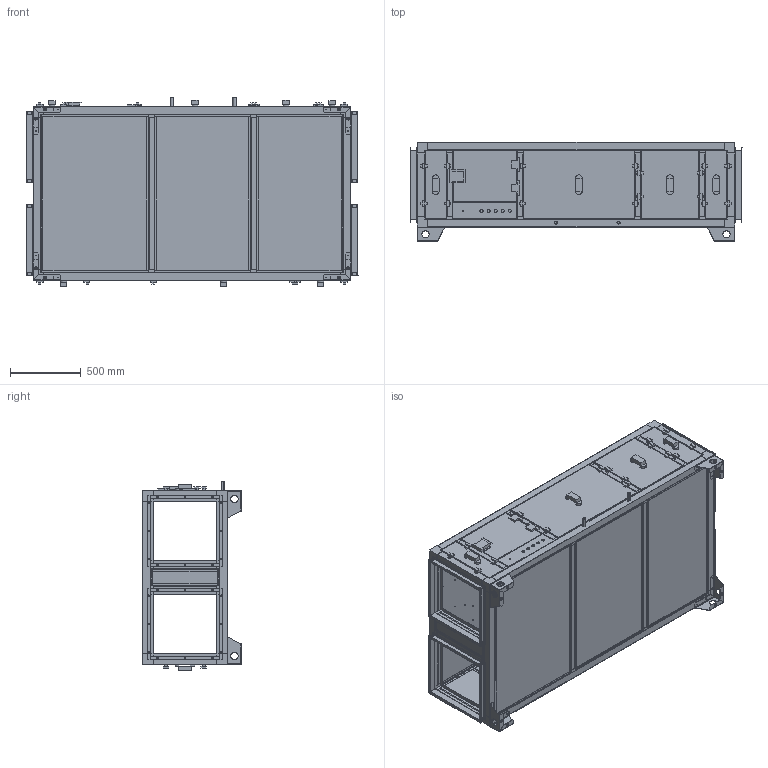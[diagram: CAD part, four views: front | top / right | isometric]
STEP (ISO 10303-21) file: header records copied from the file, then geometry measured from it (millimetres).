
FILE_DESCRIPTION (( 'STEP AP203' ), '1' );
FILE_NAME ('M4516H L.STEP', '2024-09-23T10:14:59', ( '' ), ( '' ), 'SwSTEP 2.0', 'SolidWorks 2023', '' );
FILE_SCHEMA (( 'CONFIG_CONTROL_DESIGN' ));
Length unit declared in the file: millimetre
Products named in the file (133): AynalamaX M4516H 2200 D_Düz.STEP.STEP; AynalamaX M4516H 2003 TY.STEP.STEP; AynalamaX M4516H 2005 D_Düz.STEP.STEP; AynalamaX M4516H 2006 PIC-YUK.STEP.STEP; AynalamaX M4516H 2003_Parça kodlu.STEP.STEP; AynalamaX M4516H-FM-2.STEP.STEP; AynalamaX M4516H 2010 TY.STEP.STEP; AynalamaX M4516H 2202 TY.STEP.STEP; AynalamaX M4516H 2009 D_Düz.STEP.STEP; AynalamaX M4516H 2003 PIC-YUK.STEP.STEP; AynalamaX M4516H 2007 DC-YUK_Plastik.STEP.STEP; AynalamaX M4516H 2201_Parça kodlu.STEP1.STEP; AynalamaX M4516H 2250 I_Düz.STEP.STEP; AynalamaX M4516H 2001 DC-YUK_Plastik.STEP.STEP; AynalamaX M4516H 2030 D_Düz.STEP.STEP; AynalamaX M4516H 2008 D_Düz.STEP.STEP; AynalamaX M4516H 2009 I_Düz.STEP.STEP; AynalamaX M4516H 2201 D_Düz.STEP.STEP; AynalamaX M4516H 1407_3 delikli _1500.STEP.STEP; AynalamaX M4516H 2007 DC-EN_Plastik.STEP.STEP; AynalamaX M4516H CBKP.STEP.STEP; M4516H L; AynalamaX M4516H 2001_Parça kodlu.STEP.STEP; AynalamaX M4516H 2009 PIC-EN.STEP.STEP; AynalamaX M4516H 2006 I_Düz.STEP.STEP; AynalamaX M4516H 1403_3 delikli _1500.STEP.STEP; AynalamaX M4516H 2201_Parça kodlu.STEP.STEP; AynalamaX M4516H-FM-4.STEP1.STEP; AynalamaX M4516H 2250 TY.STEP.STEP; AynalamaM4516H R.STEP.STEP; AynalamaX M4516H 2001 I_Düz.STEP.STEP; AynalamaX M4516H 2005_Parça kodlu.STEP.STEP; AynalamaX M4516H 2003 DC-EN_Plastik.STEP.STEP; AynalamaX M4516H 2030_Parça kodlu.STEP.STEP; AynalamaX M4516H 1408_3 delikli _1500.STEP.STEP; AynalamaX M4516H 2008_Parça kodlu.STEP.STEP; AynalamaX M4516H 2201 BC.STEP.STEP; AynalamaX M4516H 2008 PIC-YUK.STEP.STEP; AynalamaX M4516H 2030 DC-YUK_Plastik.STEP.STEP; AynalamaX M4516H_Tava_Montajı.STEP1.STEP ...
Assembly tree (319 placements, depth 6):
  M4516H L
    M4516H L.STEP
      AynalamaM4516H R.STEP.STEP
        AynalamaX M4516H-M51-Profil Montaj.STEP.STEP
          AynalamaX M4516H-K.Profil-26_Isı köprüsüz.STEP.STEP  x4
          AynalamaX M4516H-K.Profil-25_Isı köprüsüz.STEP.STEP  x4
          AynalamaX M4516H-K.Profil-27_Isı köprüsüz.STEP.STEP  x4
          AynalamaX M4516H-A.Profil-6_Isı köprüsüz.STEP.STEP  x11
          AynalamaX M4516H-AB.STEP.STEP  x30
          AynalamaX M4516H-A.Profil-7_Isı köprüsüz.STEP.STEP  x4
          AynalamaX M4516H-KB.STEP.STEP  x8
        AynalamaX M4516H 2001_Parça kodlu.STEP.STEP
          AynalamaX M4516H 2001 D_Düz.STEP.STEP
          AynalamaX M4516H 2001 I_Düz.STEP.STEP
          AynalamaX M4516H 2001 DC-EN_Plastik.STEP.STEP  x2
          AynalamaX M4516H 2001 DC-YUK_Plastik.STEP.STEP  x2
          AynalamaX M4516H 2001 PIC-EN.STEP.STEP  x2
          AynalamaX M4516H 2001 PIC-YUK.STEP.STEP  x2
          AynalamaX M4516H 2001 TY.STEP.STEP
          AynalamaX M4516H CBKP.STEP.STEP  x4
        AynalamaX M4516H 2003_Parça kodlu.STEP.STEP
          AynalamaX M4516H 2003 D_Düz.STEP.STEP
          AynalamaX M4516H 2003 I_Düz.STEP.STEP
          AynalamaX M4516H 2003 DC-EN_Plastik.STEP.STEP  x2
          AynalamaX M4516H 2003 DC-YUK_Plastik.STEP.STEP  x2
          AynalamaX M4516H 2003 PIC-EN.STEP.STEP  x2
          AynalamaX M4516H 2003 PIC-YUK.STEP.STEP  x2
          AynalamaX M4516H 2003 TY.STEP.STEP
          AynalamaX M4516H CBKP.STEP.STEP  x4
        AynalamaX M4516H 2030_Parça kodlu.STEP.STEP
          AynalamaX M4516H 2030 D_Düz.STEP.STEP
          AynalamaX M4516H 2030 I_Düz.STEP.STEP
          AynalamaX M4516H 2030 DC-EN_Plastik.STEP.STEP  x2
          AynalamaX M4516H 2030 DC-YUK_Plastik.STEP.STEP  x2
          AynalamaX M4516H 2030 PIC-EN.STEP.STEP  x2
          AynalamaX M4516H 2030 PIC-YUK.STEP.STEP  x2
          AynalamaX M4516H 2030 TY.STEP.STEP
          AynalamaX M4516H CBKP.STEP.STEP  x4
        AynalamaX M4516H 2100.STEP.STEP
          AynalamaX M4516H 2100 D_Düz.STEP.STEP
          AynalamaX M4516H 2100 I_Düz.STEP.STEP
          AynalamaX M4516H ME.STEP.STEP  x2
          AynalamaX M4516H Kİ.STEP.STEP
          AynalamaX M4516H 2100 TY.STEP.STEP
          AynalamaX M4516H 2100 BC.STEP.STEP
        AynalamaX M4516H 2200_Parça kodlu.STEP.STEP
          AynalamaX M4516H 2200 D_Düz.STEP.STEP
          AynalamaX M4516H 2200 I_Düz.STEP.STEP
          AynalamaX M4516H KU.STEP.STEP
          AynalamaX M4516H MA.STEP.STEP  x4
          AynalamaX M4516H 2200 TY.STEP.STEP
          AynalamaX M4516H 2200 BC.STEP.STEP
        AynalamaX M4516H 2200.STEP.STEP
          AynalamaX M4516H 2200 D_Düz.STEP.STEP
          AynalamaX M4516H 2200 I_Düz.STEP.STEP
          AynalamaX M4516H KU.STEP.STEP
          AynalamaX M4516H MA.STEP.STEP  x4
          AynalamaX M4516H 2200 TY.STEP.STEP
          AynalamaX M4516H 2200 BC.STEP.STEP
        AynalamaX M4516H 2201_Parça kodlu.STEP.STEP
Bounding box: 2350 x 700 x 1336.76 mm (x, y, z)
Volume: 290847241.5 mm3; surface area: 61857804.5 mm2
Topology: 307 solids, 307 shells, 7513 faces, 17715 edges, 10844 vertices
Faces by surface type: plane 4930, cylinder 2345, bspline 238
Entity records: 147176 total; most frequent: CARTESIAN_POINT 28873, DIRECTION 21151, ORIENTED_EDGE 19514, EDGE_CURVE 9757, AXIS2_PLACEMENT_3D 7354, LINE 6443, VECTOR 6443, VERTEX_POINT 5796
